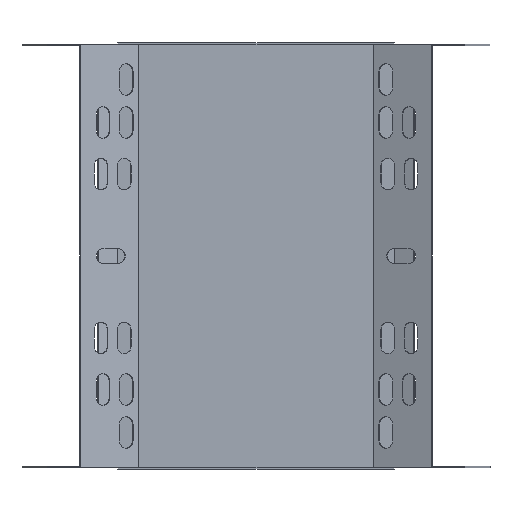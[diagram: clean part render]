
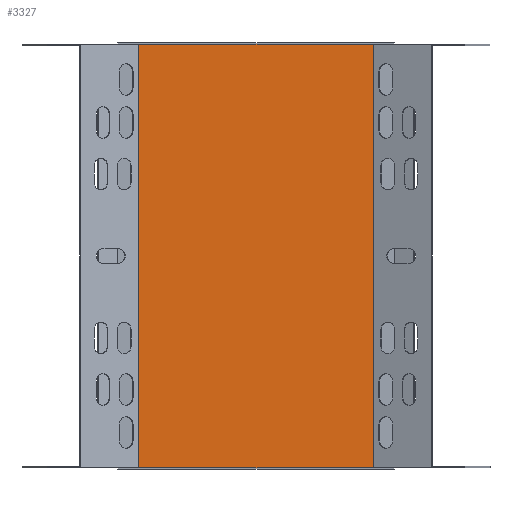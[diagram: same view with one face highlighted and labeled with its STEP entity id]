
A CAD part, front view. The second image highlights one B-rep face of the part: STEP entity #3327.
In plain terms, the highlighted planar face has unit normal (0, -1, 0).
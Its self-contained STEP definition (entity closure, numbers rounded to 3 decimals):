
#126 = CARTESIAN_POINT ( 'NONE',  ( -55.75, -51., -100.8 ) ) ;
#170 = DIRECTION ( 'NONE',  ( -1., 0., 0. ) ) ;
#172 = CARTESIAN_POINT ( 'NONE',  ( 56.881, -51., 100.8 ) ) ;
#392 = EDGE_LOOP ( 'NONE', ( #6090, #6173, #6178, #6254 ) ) ;
#443 = DIRECTION ( 'NONE',  ( 0., 0., 1. ) ) ;
#531 = VERTEX_POINT ( 'NONE', #1894 ) ;
#695 = AXIS2_PLACEMENT_3D ( 'NONE', #4965, #4896, #4886 ) ;
#714 = CARTESIAN_POINT ( 'NONE',  ( 55.75, -51., -99. ) ) ;
#1894 = CARTESIAN_POINT ( 'NONE',  ( 55.75, -51., -100.8 ) ) ;
#2206 = FACE_OUTER_BOUND ( 'NONE', #392, .T. ) ;
#2995 = VERTEX_POINT ( 'NONE', #7010 ) ;
#3019 = EDGE_CURVE ( 'NONE', #4534, #531, #3479, .T. ) ;
#3327 = ADVANCED_FACE ( 'NONE', ( #2206 ), #4903, .T. ) ;
#3479 = LINE ( 'NONE', #6783, #3657 ) ;
#3657 = VECTOR ( 'NONE', #6775, 1000. ) ;
#4534 = VERTEX_POINT ( 'NONE', #126 ) ;
#4886 = DIRECTION ( 'NONE',  ( -1., 0., 0. ) ) ;
#4896 = DIRECTION ( 'NONE',  ( 0., -1., 0. ) ) ;
#4903 = PLANE ( 'NONE',  #695 ) ;
#4932 = VECTOR ( 'NONE', #5622, 1000. ) ;
#4936 = LINE ( 'NONE', #5677, #4932 ) ;
#4965 = CARTESIAN_POINT ( 'NONE',  ( -55.75, -51., -99. ) ) ;
#5417 = VECTOR ( 'NONE', #170, 1000. ) ;
#5462 = LINE ( 'NONE', #172, #5417 ) ;
#5510 = VECTOR ( 'NONE', #443, 1000. ) ;
#5584 = LINE ( 'NONE', #714, #5510 ) ;
#5604 = EDGE_CURVE ( 'NONE', #531, #2995, #5584, .T. ) ;
#5622 = DIRECTION ( 'NONE',  ( 0., 0., 1. ) ) ;
#5677 = CARTESIAN_POINT ( 'NONE',  ( -55.75, -51., -99. ) ) ;
#5682 = EDGE_CURVE ( 'NONE', #2995, #6048, #5462, .T. ) ;
#6048 = VERTEX_POINT ( 'NONE', #6153 ) ;
#6090 = ORIENTED_EDGE ( 'NONE', *, *, #6260, .F. ) ;
#6153 = CARTESIAN_POINT ( 'NONE',  ( -55.75, -51., 100.8 ) ) ;
#6173 = ORIENTED_EDGE ( 'NONE', *, *, #3019, .T. ) ;
#6178 = ORIENTED_EDGE ( 'NONE', *, *, #5604, .T. ) ;
#6254 = ORIENTED_EDGE ( 'NONE', *, *, #5682, .T. ) ;
#6260 = EDGE_CURVE ( 'NONE', #4534, #6048, #4936, .T. ) ;
#6775 = DIRECTION ( 'NONE',  ( 1., 0., 0. ) ) ;
#6783 = CARTESIAN_POINT ( 'NONE',  ( -56.881, -51., -100.8 ) ) ;
#7010 = CARTESIAN_POINT ( 'NONE',  ( 55.75, -51., 100.8 ) ) ;
